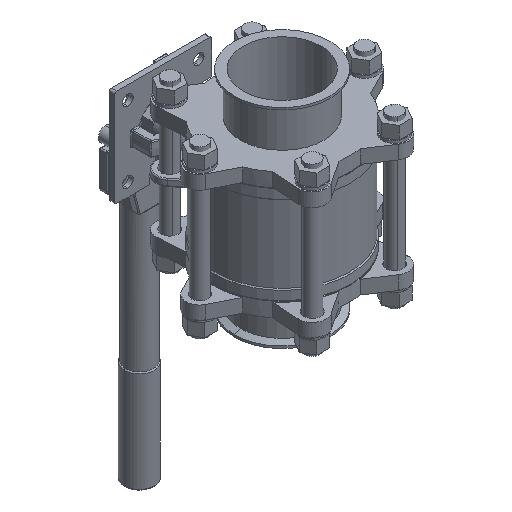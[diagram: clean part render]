
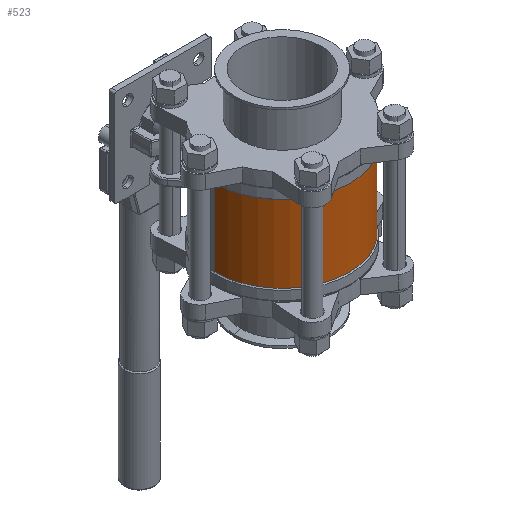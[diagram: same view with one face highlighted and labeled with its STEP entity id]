
A CAD part, isometric view. The second image highlights one B-rep face of the part: STEP entity #523.
In plain terms, the highlighted cylindrical face has radius 83.693 mm (diameter 167.386 mm), a partial arc.
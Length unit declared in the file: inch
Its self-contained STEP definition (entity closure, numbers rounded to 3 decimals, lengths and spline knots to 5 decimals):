
#523 = ADVANCED_FACE ( 'NONE', ( #9131 ), #8518, .T. ) ;
#747 = DIRECTION ( 'NONE',  ( 1., 0., 0. ) ) ;
#1823 = EDGE_CURVE ( 'NONE', #15341, #21932, #21440, .T. ) ;
#1993 = EDGE_CURVE ( 'NONE', #15341, #4521, #7233, .T. ) ;
#2478 = AXIS2_PLACEMENT_3D ( 'NONE', #25048, #12902, #747 ) ;
#2730 = CARTESIAN_POINT ( 'NONE',  ( 0., 0., 1.8785 ) ) ;
#3723 = CARTESIAN_POINT ( 'NONE',  ( -3.295, 0., -1.8785 ) ) ;
#3823 = VERTEX_POINT ( 'NONE', #20183 ) ;
#4521 = VERTEX_POINT ( 'NONE', #18129 ) ;
#4779 = DIRECTION ( 'NONE',  ( 1., 0., 0. ) ) ;
#6091 = LINE ( 'NONE', #23732, #11442 ) ;
#6128 = DIRECTION ( 'NONE',  ( 0., 0., 1. ) ) ;
#6836 = AXIS2_PLACEMENT_3D ( 'NONE', #2730, #16871, #4779 ) ;
#7233 = CIRCLE ( 'NONE', #2478, 3.295 ) ;
#7449 = CARTESIAN_POINT ( 'NONE',  ( -3.295, 0., 1.8785 ) ) ;
#8051 = ORIENTED_EDGE ( 'NONE', *, *, #1993, .T. ) ;
#8140 = CIRCLE ( 'NONE', #6836, 3.295 ) ;
#8409 = ORIENTED_EDGE ( 'NONE', *, *, #19670, .T. ) ;
#8518 = CYLINDRICAL_SURFACE ( 'NONE', #8733, 3.295 ) ;
#8733 = AXIS2_PLACEMENT_3D ( 'NONE', #23339, #19221, #25373 ) ;
#8969 = ORIENTED_EDGE ( 'NONE', *, *, #10376, .F. ) ;
#9131 = FACE_OUTER_BOUND ( 'NONE', #10170, .T. ) ;
#9541 = DIRECTION ( 'NONE',  ( 0., 0., 1. ) ) ;
#10170 = EDGE_LOOP ( 'NONE', ( #25239, #8051, #8409, #8969 ) ) ;
#10376 = EDGE_CURVE ( 'NONE', #21932, #3823, #8140, .T. ) ;
#11442 = VECTOR ( 'NONE', #9541, 39.37008 ) ;
#12902 = DIRECTION ( 'NONE',  ( 0., 0., 1. ) ) ;
#15341 = VERTEX_POINT ( 'NONE', #3723 ) ;
#16871 = DIRECTION ( 'NONE',  ( 0., 0., 1. ) ) ;
#18129 = CARTESIAN_POINT ( 'NONE',  ( 3.295, 0., -1.8785 ) ) ;
#18216 = CARTESIAN_POINT ( 'NONE',  ( -3.295, 0., 0. ) ) ;
#19221 = DIRECTION ( 'NONE',  ( 0., 0., 1. ) ) ;
#19670 = EDGE_CURVE ( 'NONE', #4521, #3823, #6091, .T. ) ;
#20183 = CARTESIAN_POINT ( 'NONE',  ( 3.295, 0., 1.8785 ) ) ;
#21440 = LINE ( 'NONE', #18216, #22095 ) ;
#21932 = VERTEX_POINT ( 'NONE', #7449 ) ;
#22095 = VECTOR ( 'NONE', #6128, 39.37008 ) ;
#23339 = CARTESIAN_POINT ( 'NONE',  ( 0., 0., 0. ) ) ;
#23732 = CARTESIAN_POINT ( 'NONE',  ( 3.295, 0., 0. ) ) ;
#25048 = CARTESIAN_POINT ( 'NONE',  ( 0., 0., -1.8785 ) ) ;
#25239 = ORIENTED_EDGE ( 'NONE', *, *, #1823, .F. ) ;
#25373 = DIRECTION ( 'NONE',  ( 1., 0., 0. ) ) ;
